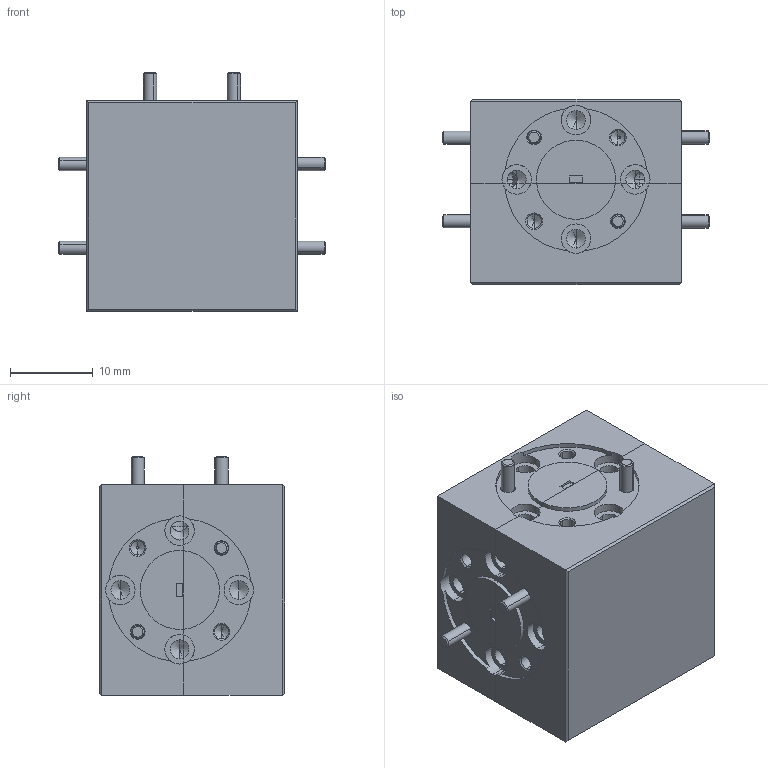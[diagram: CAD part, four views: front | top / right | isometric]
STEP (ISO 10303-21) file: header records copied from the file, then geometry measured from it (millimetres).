
FILE_DESCRIPTION (( 'STEP AP203' ), '1' );
FILE_NAME ('DMWP-06-121-2, DF, STEP.STEP', '2022-07-06T00:06:09', ( '' ), ( '' ), 'SwSTEP 2.0', 'SolidWorks 2021', '' );
FILE_SCHEMA (( 'CONFIG_CONTROL_DESIGN' ));
Length unit declared in the file: inch
Products named in the file (1): DMWP-06-121-2, DF, STEP
Bounding box: 32.13 x 22.3 x 28.77 mm (x, y, z)
Volume: 13350.6 mm3; surface area: 6782 mm2
Topology: 12 solids, 12 shells, 456 faces, 1070 edges, 637 vertices
Faces by surface type: cylinder 170, cone 157, plane 129
Entity records: 13388 total; most frequent: CARTESIAN_POINT 2845, DIRECTION 2333, ORIENTED_EDGE 2068, EDGE_CURVE 1034, AXIS2_PLACEMENT_3D 913, VERTEX_POINT 637, VECTOR 507, LINE 507
